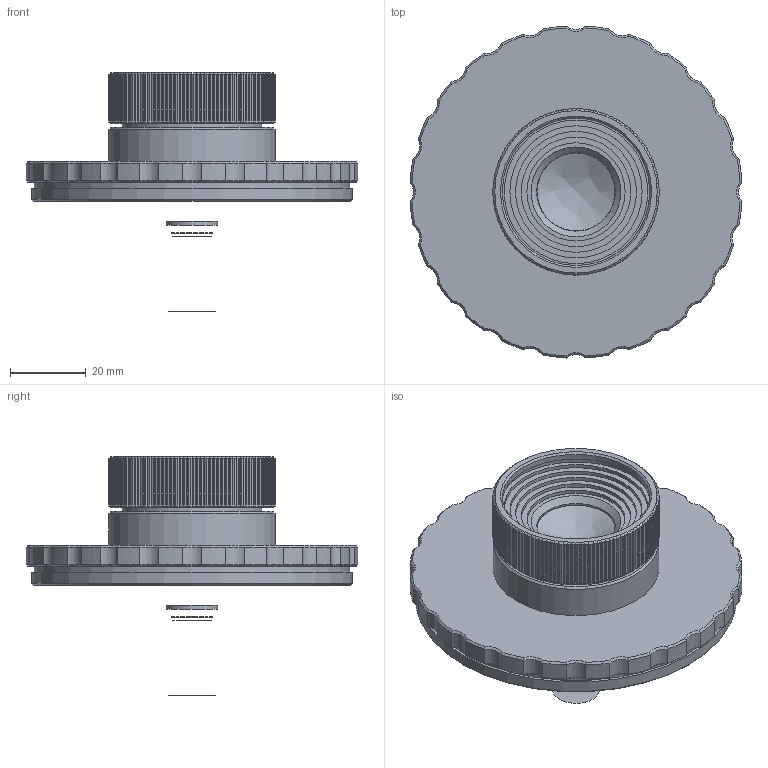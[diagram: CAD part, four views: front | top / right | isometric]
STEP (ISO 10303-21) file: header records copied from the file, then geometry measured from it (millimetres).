
FILE_DESCRIPTION (( 'STEP AP203' ), '1' );
FILE_NAME ('LB-0041-225F2中波制冷镜头外形图-20220117.STEP', '2023-11-06T08:30:17', ( 'Windows User' ), ( 'P R C' ), 'SwSTEP 2.0', 'SolidWorks 2020', '' );
FILE_SCHEMA (( 'CONFIG_CONTROL_DESIGN' ));
Length unit declared in the file: millimetre
Products named in the file (1): LB-0041-225F2中波制冷镜头外形图-20220117
Bounding box: 87.85 x 87.85 x 63.05 mm (x, y, z)
Surface area: 23617.8 mm2 (no closed solid volume)
Topology: 0 solids, 5 shells, 574 faces, 1538 edges, 991 vertices
Faces by surface type: plane 278, cylinder 187, cone 108, bspline 1
Full cylindrical faces by diameter (mm): 1.6 x1, 2 x1, 11.04 x1, 13.612 x1, 20.8 x1, 26 x1, 29 x1, 32 x1, 35 x1, 37 x1, 38 x1, 39 x2, 40.5 x2, 44 x1, 77 x1, 83.5 x1, 85 x1
Entity records: 18766 total; most frequent: CARTESIAN_POINT 5265, ORIENTED_EDGE 2996, DIRECTION 2550, EDGE_CURVE 1500, AXIS2_PLACEMENT_3D 1059, VERTEX_POINT 984, EDGE_LOOP 624, FACE_OUTER_BOUND 593
